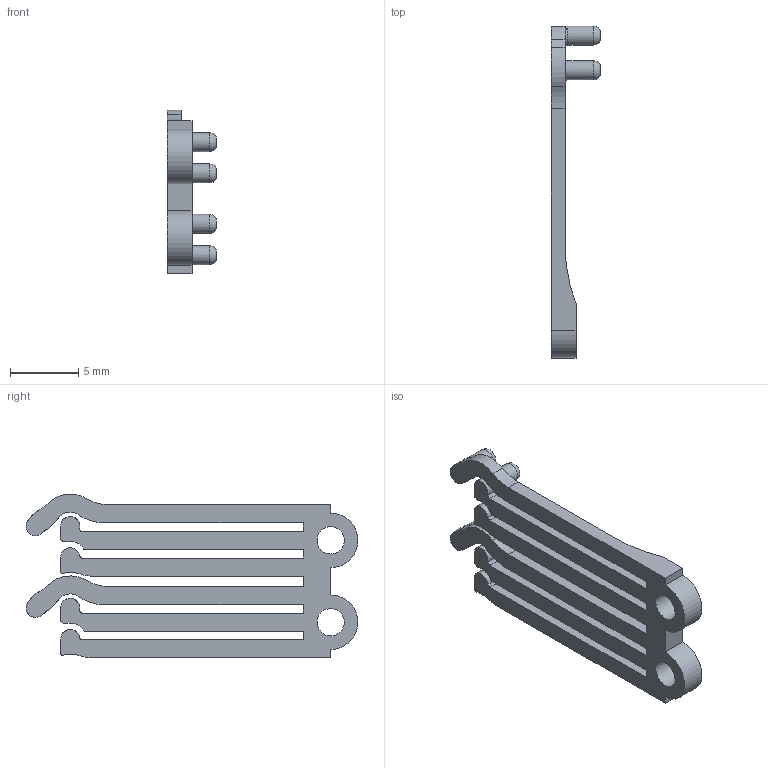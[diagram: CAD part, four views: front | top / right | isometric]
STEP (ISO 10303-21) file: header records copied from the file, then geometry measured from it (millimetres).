
FILE_DESCRIPTION(/* description */ (''),/* implementation_level */ '2;1');
FILE_NAME(/* name */ 'Pins_merged.stp',/* time_stamp */ '2016-04-22T15:20:34+06:00',/* author */ ('Vijay'),/* organization */ (''),/* preprocessor_version */ 'ST-DEVELOPER v16.1',/* originating_system */ 'Autodesk Inventor 2016',/* authorisation */ '');
FILE_SCHEMA (('AUTOMOTIVE_DESIGN { 1 0 10303 214 3 1 1 }'));
Length unit declared in the file: centimetre
Products named in the file (1): Pins_merged
Bounding box: 3.6 x 24.34 x 12.01 mm (x, y, z)
Volume: 235.2 mm3; surface area: 737.7 mm2
Topology: 1 solids, 1 shells, 98 faces, 274 edges, 178 vertices
Faces by surface type: cylinder 46, plane 40, torus 6, bspline 6
Full cylindrical faces by diameter (mm): 1.4 x6, 2 x2
Entity records: 3434 total; most frequent: CARTESIAN_POINT 829, DIRECTION 536, ORIENTED_EDGE 516, EDGE_CURVE 258, AXIS2_PLACEMENT_3D 205, VERTEX_POINT 170, LINE 126, VECTOR 126
